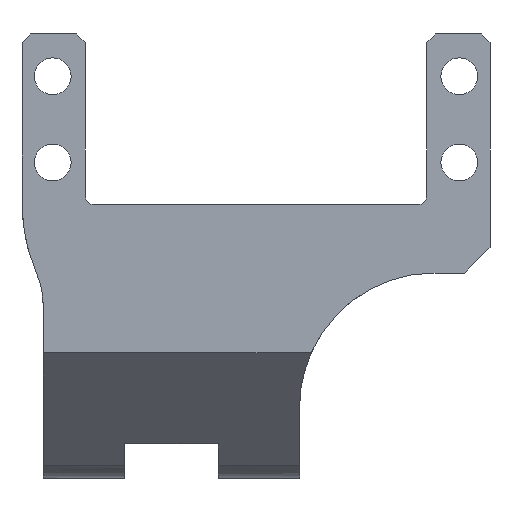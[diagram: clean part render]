
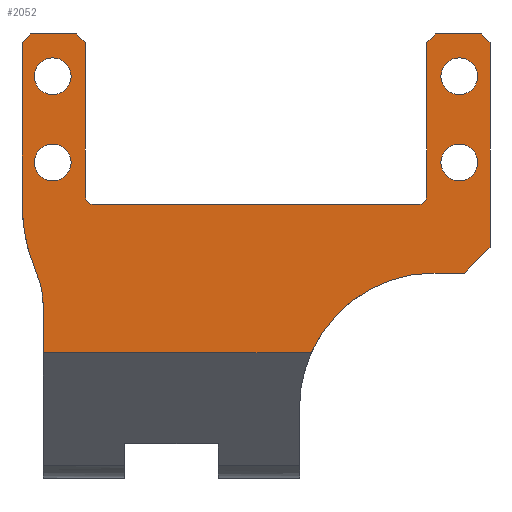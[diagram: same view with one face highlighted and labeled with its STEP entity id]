
A CAD part, front view. The second image highlights one B-rep face of the part: STEP entity #2052.
In plain terms, the highlighted planar face has unit normal (0, -1, 0).
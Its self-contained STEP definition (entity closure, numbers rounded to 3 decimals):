
#106=FACE_BOUND('',#322,.T.);
#107=FACE_BOUND('',#323,.T.);
#108=FACE_BOUND('',#324,.T.);
#109=FACE_BOUND('',#325,.T.);
#134=PLANE('',#2197);
#200=FACE_OUTER_BOUND('',#321,.T.);
#321=EDGE_LOOP('',(#1446,#1447,#1448,#1449,#1450,#1451,#1452,#1453,#1454,
#1455,#1456,#1457,#1458,#1459,#1460,#1461,#1462,#1463,#1464,#1465));
#322=EDGE_LOOP('',(#1466));
#323=EDGE_LOOP('',(#1467));
#324=EDGE_LOOP('',(#1468));
#325=EDGE_LOOP('',(#1469));
#458=LINE('',#2969,#628);
#462=LINE('',#2981,#632);
#463=LINE('',#2984,#633);
#485=LINE('',#3056,#655);
#486=LINE('',#3059,#656);
#487=LINE('',#3061,#657);
#488=LINE('',#3063,#658);
#489=LINE('',#3065,#659);
#490=LINE('',#3071,#660);
#491=LINE('',#3072,#661);
#492=LINE('',#3074,#662);
#493=LINE('',#3076,#663);
#494=LINE('',#3078,#664);
#495=LINE('',#3080,#665);
#496=LINE('',#3081,#666);
#628=VECTOR('',#2392,10.);
#632=VECTOR('',#2404,10.);
#633=VECTOR('',#2407,10.);
#655=VECTOR('',#2455,10.);
#656=VECTOR('',#2458,10.);
#657=VECTOR('',#2459,10.);
#658=VECTOR('',#2460,10.);
#659=VECTOR('',#2461,10.);
#660=VECTOR('',#2466,10.);
#661=VECTOR('',#2467,10.);
#662=VECTOR('',#2468,10.);
#663=VECTOR('',#2469,10.);
#664=VECTOR('',#2470,10.);
#665=VECTOR('',#2471,10.);
#666=VECTOR('',#2472,10.);
#793=CIRCLE('',#2177,1.);
#795=CIRCLE('',#2181,1.);
#801=CIRCLE('',#2195,15.743);
#802=CIRCLE('',#2198,20.5);
#803=CIRCLE('',#2199,10.);
#804=CIRCLE('',#2200,2.15);
#805=CIRCLE('',#2201,2.15);
#806=CIRCLE('',#2202,2.15);
#807=CIRCLE('',#2203,2.15);
#874=VERTEX_POINT('',#2955);
#875=VERTEX_POINT('',#2957);
#879=VERTEX_POINT('',#2967);
#881=VERTEX_POINT('',#2973);
#883=VERTEX_POINT('',#2979);
#884=VERTEX_POINT('',#2983);
#907=VERTEX_POINT('',#3048);
#908=VERTEX_POINT('',#3050);
#909=VERTEX_POINT('',#3054);
#910=VERTEX_POINT('',#3058);
#911=VERTEX_POINT('',#3060);
#912=VERTEX_POINT('',#3062);
#913=VERTEX_POINT('',#3064);
#914=VERTEX_POINT('',#3066);
#915=VERTEX_POINT('',#3068);
#916=VERTEX_POINT('',#3070);
#917=VERTEX_POINT('',#3073);
#918=VERTEX_POINT('',#3075);
#919=VERTEX_POINT('',#3077);
#920=VERTEX_POINT('',#3079);
#921=VERTEX_POINT('',#3082);
#922=VERTEX_POINT('',#3084);
#923=VERTEX_POINT('',#3086);
#924=VERTEX_POINT('',#3088);
#1074=EDGE_CURVE('',#874,#875,#793,.T.);
#1080=EDGE_CURVE('',#874,#879,#458,.T.);
#1083=EDGE_CURVE('',#881,#879,#795,.T.);
#1086=EDGE_CURVE('',#881,#883,#462,.T.);
#1087=EDGE_CURVE('',#884,#875,#463,.T.);
#1116=EDGE_CURVE('',#908,#907,#801,.T.);
#1118=EDGE_CURVE('',#908,#909,#485,.T.);
#1119=EDGE_CURVE('',#910,#883,#486,.T.);
#1120=EDGE_CURVE('',#910,#911,#487,.F.);
#1121=EDGE_CURVE('',#912,#911,#488,.T.);
#1122=EDGE_CURVE('',#912,#913,#489,.T.);
#1123=EDGE_CURVE('',#913,#914,#802,.T.);
#1124=EDGE_CURVE('',#914,#915,#803,.T.);
#1125=EDGE_CURVE('',#915,#916,#490,.T.);
#1126=EDGE_CURVE('',#907,#916,#491,.T.);
#1127=EDGE_CURVE('',#909,#917,#492,.T.);
#1128=EDGE_CURVE('',#917,#918,#493,.T.);
#1129=EDGE_CURVE('',#919,#918,#494,.T.);
#1130=EDGE_CURVE('',#919,#920,#495,.F.);
#1131=EDGE_CURVE('',#884,#920,#496,.T.);
#1132=EDGE_CURVE('',#921,#921,#804,.T.);
#1133=EDGE_CURVE('',#922,#922,#805,.T.);
#1134=EDGE_CURVE('',#923,#923,#806,.T.);
#1135=EDGE_CURVE('',#924,#924,#807,.T.);
#1446=ORIENTED_EDGE('',*,*,#1080,.T.);
#1447=ORIENTED_EDGE('',*,*,#1083,.F.);
#1448=ORIENTED_EDGE('',*,*,#1086,.T.);
#1449=ORIENTED_EDGE('',*,*,#1119,.F.);
#1450=ORIENTED_EDGE('',*,*,#1120,.T.);
#1451=ORIENTED_EDGE('',*,*,#1121,.F.);
#1452=ORIENTED_EDGE('',*,*,#1122,.T.);
#1453=ORIENTED_EDGE('',*,*,#1123,.T.);
#1454=ORIENTED_EDGE('',*,*,#1124,.T.);
#1455=ORIENTED_EDGE('',*,*,#1125,.T.);
#1456=ORIENTED_EDGE('',*,*,#1126,.F.);
#1457=ORIENTED_EDGE('',*,*,#1116,.F.);
#1458=ORIENTED_EDGE('',*,*,#1118,.T.);
#1459=ORIENTED_EDGE('',*,*,#1127,.T.);
#1460=ORIENTED_EDGE('',*,*,#1128,.T.);
#1461=ORIENTED_EDGE('',*,*,#1129,.F.);
#1462=ORIENTED_EDGE('',*,*,#1130,.T.);
#1463=ORIENTED_EDGE('',*,*,#1131,.F.);
#1464=ORIENTED_EDGE('',*,*,#1087,.T.);
#1465=ORIENTED_EDGE('',*,*,#1074,.F.);
#1466=ORIENTED_EDGE('',*,*,#1132,.T.);
#1467=ORIENTED_EDGE('',*,*,#1133,.T.);
#1468=ORIENTED_EDGE('',*,*,#1134,.T.);
#1469=ORIENTED_EDGE('',*,*,#1135,.T.);
#2052=ADVANCED_FACE('',(#200,#106,#107,#108,#109),#134,.T.);
#2177=AXIS2_PLACEMENT_3D('',#2958,#2383,#2384);
#2181=AXIS2_PLACEMENT_3D('',#2975,#2398,#2399);
#2195=AXIS2_PLACEMENT_3D('',#3052,#2450,#2451);
#2197=AXIS2_PLACEMENT_3D('',#3057,#2456,#2457);
#2198=AXIS2_PLACEMENT_3D('',#3067,#2462,#2463);
#2199=AXIS2_PLACEMENT_3D('',#3069,#2464,#2465);
#2200=AXIS2_PLACEMENT_3D('',#3083,#2473,#2474);
#2201=AXIS2_PLACEMENT_3D('',#3085,#2475,#2476);
#2202=AXIS2_PLACEMENT_3D('',#3087,#2477,#2478);
#2203=AXIS2_PLACEMENT_3D('',#3089,#2479,#2480);
#2383=DIRECTION('center_axis',(0.,-1.,0.));
#2384=DIRECTION('ref_axis',(0.707,0.,-0.707));
#2392=DIRECTION('',(-1.,0.,0.));
#2398=DIRECTION('center_axis',(0.,-1.,0.));
#2399=DIRECTION('ref_axis',(-0.707,0.,-0.707));
#2404=DIRECTION('',(0.,0.,1.));
#2407=DIRECTION('',(0.,0.,-1.));
#2450=DIRECTION('center_axis',(0.,-1.,0.));
#2451=DIRECTION('ref_axis',(-0.707,0.,0.707));
#2455=DIRECTION('',(1.,0.,0.));
#2456=DIRECTION('center_axis',(0.,-1.,0.));
#2457=DIRECTION('ref_axis',(1.,0.,0.));
#2458=DIRECTION('',(0.707,0.,-0.707));
#2459=DIRECTION('',(1.,0.,0.));
#2460=DIRECTION('',(0.707,0.,0.707));
#2461=DIRECTION('',(0.,0.,-1.));
#2462=DIRECTION('center_axis',(0.,-1.,0.));
#2463=DIRECTION('ref_axis',(-0.975,0.,-0.221));
#2464=DIRECTION('center_axis',(0.,1.,0.));
#2465=DIRECTION('ref_axis',(0.979,0.,0.202));
#2466=DIRECTION('',(0.,0.,-1.));
#2467=DIRECTION('',(-1.,0.,0.));
#2468=DIRECTION('',(0.707,0.,0.707));
#2469=DIRECTION('',(0.,0.,1.));
#2470=DIRECTION('',(0.707,0.,-0.707));
#2471=DIRECTION('',(1.,0.,0.));
#2472=DIRECTION('',(0.707,0.,0.707));
#2473=DIRECTION('center_axis',(0.,1.,0.));
#2474=DIRECTION('ref_axis',(1.,0.,0.));
#2475=DIRECTION('center_axis',(0.,1.,0.));
#2476=DIRECTION('ref_axis',(1.,0.,0.));
#2477=DIRECTION('center_axis',(0.,1.,0.));
#2478=DIRECTION('ref_axis',(1.,0.,0.));
#2479=DIRECTION('center_axis',(0.,1.,0.));
#2480=DIRECTION('ref_axis',(1.,0.,0.));
#2955=CARTESIAN_POINT('',(28.9,25.1,54.));
#2957=CARTESIAN_POINT('',(29.9,25.1,55.));
#2958=CARTESIAN_POINT('Origin',(28.9,25.1,55.));
#2967=CARTESIAN_POINT('',(-9.1,25.1,54.));
#2969=CARTESIAN_POINT('',(-3.3,25.1,54.));
#2973=CARTESIAN_POINT('',(-10.1,25.1,55.));
#2975=CARTESIAN_POINT('Origin',(-9.1,25.1,55.));
#2979=CARTESIAN_POINT('',(-10.1,25.1,73.));
#2981=CARTESIAN_POINT('',(-10.1,25.1,26.));
#2983=CARTESIAN_POINT('',(29.9,25.1,73.));
#2984=CARTESIAN_POINT('',(29.9,25.1,26.));
#3048=CARTESIAN_POINT('',(16.36,25.1,36.657));
#3050=CARTESIAN_POINT('',(30.743,25.1,46.));
#3052=CARTESIAN_POINT('Origin',(30.743,25.1,30.258));
#3054=CARTESIAN_POINT('',(34.3,25.1,46.));
#3056=CARTESIAN_POINT('',(4.575,25.1,46.));
#3057=CARTESIAN_POINT('Origin',(-16.5,25.1,26.));
#3058=CARTESIAN_POINT('',(-11.1,25.1,74.));
#3059=CARTESIAN_POINT('',(-0.2,25.1,63.1));
#3060=CARTESIAN_POINT('',(-16.5,25.1,74.));
#3061=CARTESIAN_POINT('',(-14.9,25.1,74.));
#3062=CARTESIAN_POINT('',(-17.5,25.1,73.));
#3063=CARTESIAN_POINT('',(-28.75,25.1,61.75));
#3064=CARTESIAN_POINT('',(-17.5,25.1,54.181));
#3065=CARTESIAN_POINT('',(-17.5,25.1,26.));
#3066=CARTESIAN_POINT('',(-15.82,25.1,46.053));
#3067=CARTESIAN_POINT('Origin',(3.,25.1,54.181));
#3068=CARTESIAN_POINT('',(-15.,25.1,42.088));
#3069=CARTESIAN_POINT('Origin',(-25.,25.1,42.088));
#3070=CARTESIAN_POINT('',(-15.,25.1,36.657));
#3071=CARTESIAN_POINT('',(-15.,25.1,26.));
#3072=CARTESIAN_POINT('',(-9.875,25.1,36.657));
#3073=CARTESIAN_POINT('',(37.3,25.1,49.));
#3074=CARTESIAN_POINT('',(17.35,25.1,29.05));
#3075=CARTESIAN_POINT('',(37.3,25.1,73.));
#3076=CARTESIAN_POINT('',(37.3,25.1,26.));
#3077=CARTESIAN_POINT('',(36.3,25.1,74.));
#3078=CARTESIAN_POINT('',(35.35,25.1,74.95));
#3079=CARTESIAN_POINT('',(30.9,25.1,74.));
#3080=CARTESIAN_POINT('',(8.3,25.1,74.));
#3081=CARTESIAN_POINT('',(6.8,25.1,49.9));
#3082=CARTESIAN_POINT('',(-16.05,25.1,58.95));
#3083=CARTESIAN_POINT('Origin',(-13.9,25.1,58.95));
#3084=CARTESIAN_POINT('',(-16.05,25.1,69.05));
#3085=CARTESIAN_POINT('Origin',(-13.9,25.1,69.05));
#3086=CARTESIAN_POINT('',(31.55,25.1,58.95));
#3087=CARTESIAN_POINT('Origin',(33.7,25.1,58.95));
#3088=CARTESIAN_POINT('',(31.55,25.1,69.05));
#3089=CARTESIAN_POINT('Origin',(33.7,25.1,69.05));
